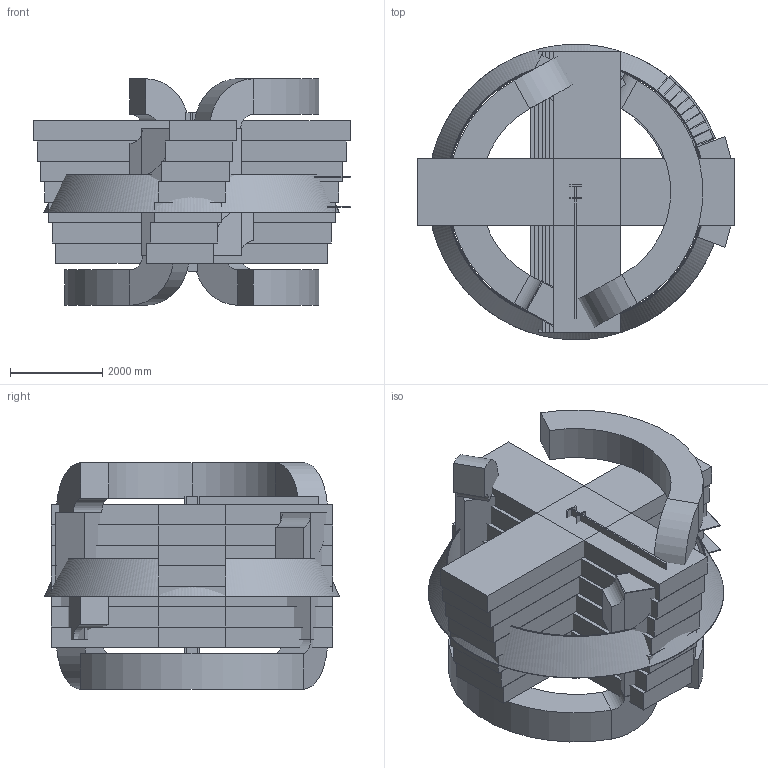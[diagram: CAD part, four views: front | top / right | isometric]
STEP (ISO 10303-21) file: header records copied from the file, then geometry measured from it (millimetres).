
FILE_DESCRIPTION(('FreeCAD Model'),'2;1');
FILE_NAME('Dipole.step','2020-09-01T18:15:58',('Author'),(''), 'Open CASCADE STEP processor 7.4','FreeCAD','Unknown');
FILE_SCHEMA(('AUTOMOTIVE_DESIGN { 1 0 10303 214 1 1 1 1 }'));
Length unit declared in the file: millimetre
Products named in the file (402): Dipole; DYoke; DYokeBase; DYokeBaseBlock0; GDMLBox_TGeoBBox0x1; DYokeBaseBlock1; GDMLBox_TGeoBBox0x2; DYokeBaseBlock2; GDMLBox_TGeoBBox0x3; DYokeBaseBlock3; GDMLBox_TGeoBBox0x4; DYokeBaseBlock4; GDMLBox_TGeoBBox0x5; DYokeBaseBlock5; GDMLBox_TGeoBBox0x6; DYokeBaseBlock6; GDMLBox_TGeoBBox0x7; DYokeBase001; DYokeBaseBlock0001; GDMLBox_TGeoBBox0x1001; DYokeBaseBlock1001; GDMLBox_TGeoBBox0x2001; DYokeBaseBlock2001; GDMLBox_TGeoBBox0x3001; DYokeBaseBlock3001; GDMLBox_TGeoBBox0x4001; DYokeBaseBlock4001; GDMLBox_TGeoBBox0x5001; DYokeBaseBlock5001; GDMLBox_TGeoBBox0x6001; DYokeBaseBlock6001; GDMLBox_TGeoBBox0x7001; DYokeSide; DSideBlock; GDMLBox_TGeoBBox0x8; DSideBlock001; GDMLBox_TGeoBBox0x8001; DSideBlock002; GDMLBox_TGeoBBox0x8002; DSideBlock003 ...
Assembly tree (401 placements, depth 6):
  Dipole
    DYoke
      DYokeBase
        DYokeBaseBlock0
          GDMLBox_TGeoBBox0x1
        DYokeBaseBlock1
          GDMLBox_TGeoBBox0x2
        DYokeBaseBlock2
          GDMLBox_TGeoBBox0x3
        DYokeBaseBlock3
          GDMLBox_TGeoBBox0x4
        DYokeBaseBlock4
          GDMLBox_TGeoBBox0x5
        DYokeBaseBlock5
          GDMLBox_TGeoBBox0x6
        DYokeBaseBlock6
          GDMLBox_TGeoBBox0x7
      DYokeBase001
        DYokeBaseBlock0001
          GDMLBox_TGeoBBox0x1001
        DYokeBaseBlock1001
          GDMLBox_TGeoBBox0x2001
        DYokeBaseBlock2001
          GDMLBox_TGeoBBox0x3001
        DYokeBaseBlock3001
          GDMLBox_TGeoBBox0x4001
        DYokeBaseBlock4001
          GDMLBox_TGeoBBox0x5001
        DYokeBaseBlock5001
          GDMLBox_TGeoBBox0x6001
        DYokeBaseBlock6001
          GDMLBox_TGeoBBox0x7001
      DYokeSide
        DSideBlock
          GDMLBox_TGeoBBox0x8
        DSideBlock001
          GDMLBox_TGeoBBox0x8001
        DSideBlock002
          GDMLBox_TGeoBBox0x8002
        DSideBlock003
          GDMLBox_TGeoBBox0x8003
        DSideBlock004
          GDMLBox_TGeoBBox0x8004
        DSideBlock005
          GDMLBox_TGeoBBox0x8005
        DSideBlock006
          GDMLBox_TGeoBBox0x8006
      DYokeSide001
        DSideBlock007
          GDMLBox_TGeoBBox0x8007
        DSideBlock008
          GDMLBox_TGeoBBox0x8008
        DSideBlock009
          GDMLBox_TGeoBBox0x8009
        DSideBlock010
          GDMLBox_TGeoBBox0x8010
        DSideBlock011
          GDMLBox_TGeoBBox0x8011
        DSideBlock012
          GDMLBox_TGeoBBox0x8012
Bounding box: 6876.5 x 6399.99 x 4909 mm (x, y, z)
Surface area: 4016208573.2 mm2
Topology: 192 solids, 192 shells, 1164 faces, 2340 edges, 1560 vertices
Faces by surface type: plane 888, cone 144, cylinder 132
Entity records: 69111 total; most frequent: DIRECTION 10488, CARTESIAN_POINT 10362, LINE 5700, VECTOR 5700, ORIENTED_EDGE 4680, PCURVE 4680, DEFINITIONAL_REPRESENTATION 4680, EDGE_CURVE 2340
